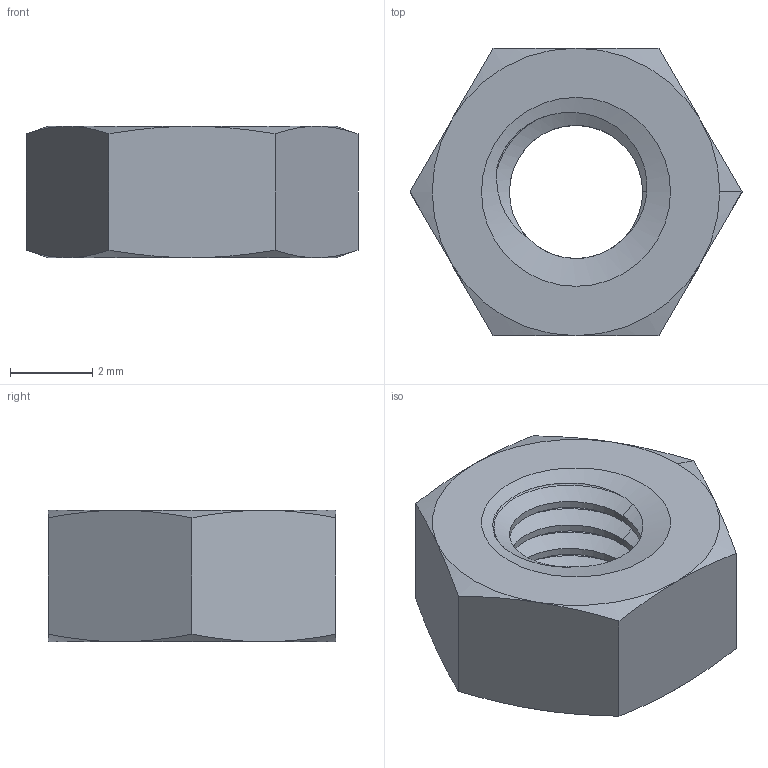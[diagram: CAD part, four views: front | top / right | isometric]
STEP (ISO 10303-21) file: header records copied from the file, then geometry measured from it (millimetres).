
FILE_DESCRIPTION(('FreeCAD Model'),'2;1');
FILE_NAME('nut_m4.stp','2017-10-24T22:41:01',('FreeCAD'),('FreeCAD'), 'Open CASCADE STEP processor 6.8','FreeCAD','Unknown');
FILE_SCHEMA(('AUTOMOTIVE_DESIGN_CC2 { 1 2 10303 214 -1 1 5 4 }'));
Length unit declared in the file: millimetre
Products named in the file (1): Open CASCADE STEP translator 6.8 1
Bounding box: 8.08 x 7 x 3.2 mm (x, y, z)
Volume: 102 mm3; surface area: 195.5 mm2
Topology: 1 solids, 1 shells, 46 faces, 99 edges, 55 vertices
Faces by surface type: bspline 22, cone 16, plane 8
Entity records: 5976 total; most frequent: CARTESIAN_POINT 4237, DIRECTION 249, ORIENTED_EDGE 198, PCURVE 198, DEFINITIONAL_REPRESENTATION 198, B_SPLINE_CURVE_WITH_KNOTS 104, LINE 103, VECTOR 103
